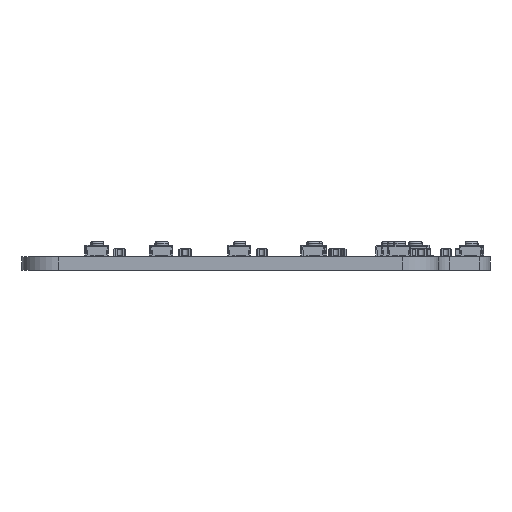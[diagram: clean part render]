
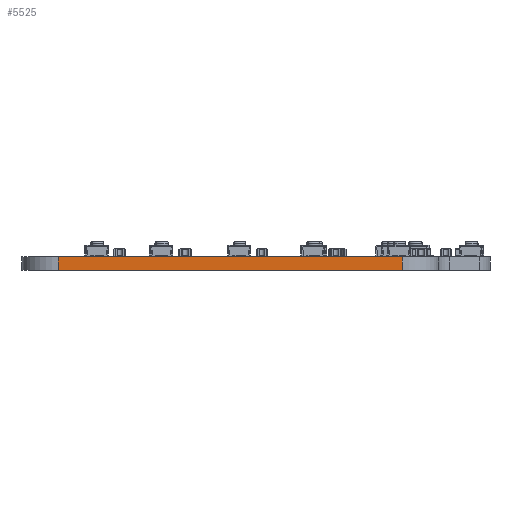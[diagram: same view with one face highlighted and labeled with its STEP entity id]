
A CAD part, left-side view. The second image highlights one B-rep face of the part: STEP entity #5525.
In plain terms, the highlighted planar face has unit normal (-1, 0, 0).
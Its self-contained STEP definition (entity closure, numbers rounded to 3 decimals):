
#4930 = VERTEX_POINT('',#4931);
#4931 = CARTESIAN_POINT('',(-33.4,21.914,0.));
#4938 = EDGE_CURVE('',#4939,#4930,#4941,.T.);
#4939 = VERTEX_POINT('',#4940);
#4940 = CARTESIAN_POINT('',(-33.4,-16.211,0.));
#4941 = LINE('',#4942,#4943);
#4942 = CARTESIAN_POINT('',(-33.4,-16.211,0.));
#4943 = VECTOR('',#4944,1.);
#4944 = DIRECTION('',(0.,1.,0.));
#5214 = VERTEX_POINT('',#5215);
#5215 = CARTESIAN_POINT('',(-33.4,21.914,1.51));
#5222 = EDGE_CURVE('',#5223,#5214,#5225,.T.);
#5223 = VERTEX_POINT('',#5224);
#5224 = CARTESIAN_POINT('',(-33.4,-16.211,1.51));
#5225 = LINE('',#5226,#5227);
#5226 = CARTESIAN_POINT('',(-33.4,-16.211,1.51));
#5227 = VECTOR('',#5228,1.);
#5228 = DIRECTION('',(0.,1.,0.));
#5495 = EDGE_CURVE('',#4930,#5214,#5496,.T.);
#5496 = LINE('',#5497,#5498);
#5497 = CARTESIAN_POINT('',(-33.4,21.914,0.));
#5498 = VECTOR('',#5499,1.);
#5499 = DIRECTION('',(0.,0.,1.));
#5525 = ADVANCED_FACE('',(#5526),#5537,.T.);
#5526 = FACE_BOUND('',#5527,.T.);
#5527 = EDGE_LOOP('',(#5528,#5534,#5535,#5536));
#5528 = ORIENTED_EDGE('',*,*,#5529,.T.);
#5529 = EDGE_CURVE('',#4939,#5223,#5530,.T.);
#5530 = LINE('',#5531,#5532);
#5531 = CARTESIAN_POINT('',(-33.4,-16.211,0.));
#5532 = VECTOR('',#5533,1.);
#5533 = DIRECTION('',(0.,0.,1.));
#5534 = ORIENTED_EDGE('',*,*,#5222,.T.);
#5535 = ORIENTED_EDGE('',*,*,#5495,.F.);
#5536 = ORIENTED_EDGE('',*,*,#4938,.F.);
#5537 = PLANE('',#5538);
#5538 = AXIS2_PLACEMENT_3D('',#5539,#5540,#5541);
#5539 = CARTESIAN_POINT('',(-33.4,-16.211,0.));
#5540 = DIRECTION('',(-1.,0.,0.));
#5541 = DIRECTION('',(0.,1.,0.));
